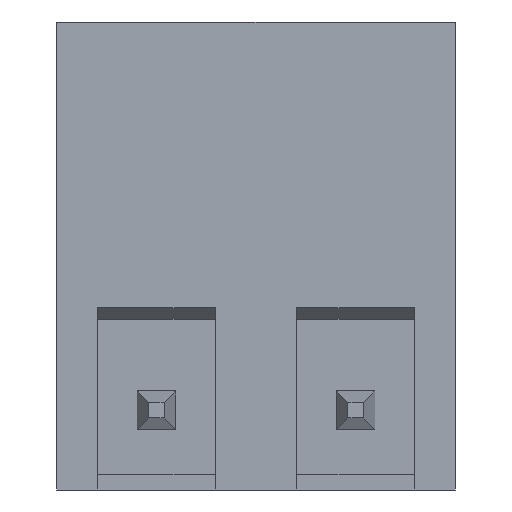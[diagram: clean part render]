
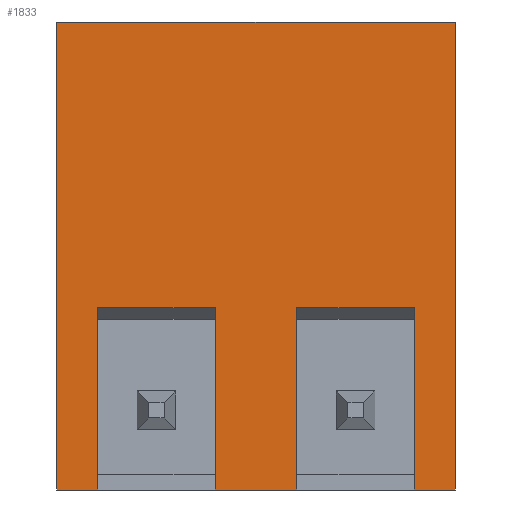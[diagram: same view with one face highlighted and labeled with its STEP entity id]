
A CAD part, front view. The second image highlights one B-rep face of the part: STEP entity #1833.
In plain terms, the highlighted planar face has unit normal (0, -1, 0).
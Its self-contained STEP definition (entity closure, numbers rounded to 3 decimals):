
#134=VERTEX_POINT('',#135);
#135=CARTESIAN_POINT('',(-5.08,0.0,0.0));
#141=EDGE_CURVE('',#134,#142,#144,.F.);
#142=VERTEX_POINT('',#143);
#143=CARTESIAN_POINT('',(-5.08,0.0,11.938));
#144=LINE('',#145,#146);
#145=CARTESIAN_POINT('',(-5.08,0.0,11.938));
#146=VECTOR('',#147,1.0);
#147=DIRECTION('',(0.0,0.0,-1.0));
#1791=VERTEX_POINT('',#1792);
#1792=CARTESIAN_POINT('',(-4.039,0.0,0.0));
#1816=VERTEX_POINT('',#1817);
#1817=CARTESIAN_POINT('',(-4.039,0.0,4.648));
#1823=EDGE_CURVE('',#1816,#1791,#1824,.F.);
#1824=LINE('',#1825,#1826);
#1825=CARTESIAN_POINT('',(-4.039,0.0,0.0));
#1826=VECTOR('',#1827,1.0);
#1827=DIRECTION('',(0.0,0.0,1.0));
#1833=ADVANCED_FACE('',(#1834),#1914,.T.);
#1834=FACE_BOUND('',#1835,.T.);
#1835=EDGE_LOOP('',(#1836,#1844,#1852,#1860,#1868,#1876,#1884,#1892,#1900,#1906,#1907,#1913));
#1836=ORIENTED_EDGE('',*,*,#1837,.T.);
#1837=EDGE_CURVE('',#1816,#1838,#1840,.T.);
#1838=VERTEX_POINT('',#1839);
#1839=CARTESIAN_POINT('',(-1.041,0.0,4.648));
#1840=LINE('',#1841,#1842);
#1841=CARTESIAN_POINT('',(-4.039,0.0,4.648));
#1842=VECTOR('',#1843,1.0);
#1843=DIRECTION('',(1.0,0.0,0.0));
#1844=ORIENTED_EDGE('',*,*,#1845,.T.);
#1845=EDGE_CURVE('',#1838,#1846,#1848,.F.);
#1846=VERTEX_POINT('',#1847);
#1847=CARTESIAN_POINT('',(-1.041,0.0,0.0));
#1848=LINE('',#1849,#1850);
#1849=CARTESIAN_POINT('',(-1.041,0.0,0.0));
#1850=VECTOR('',#1851,1.0);
#1851=DIRECTION('',(0.0,0.0,1.0));
#1852=ORIENTED_EDGE('',*,*,#1853,.T.);
#1853=EDGE_CURVE('',#1846,#1854,#1856,.T.);
#1854=VERTEX_POINT('',#1855);
#1855=CARTESIAN_POINT('',(1.041,0.0,0.0));
#1856=LINE('',#1857,#1858);
#1857=CARTESIAN_POINT('',(-1.041,0.0,0.0));
#1858=VECTOR('',#1859,1.0);
#1859=DIRECTION('',(1.0,0.0,0.0));
#1860=ORIENTED_EDGE('',*,*,#1861,.T.);
#1861=EDGE_CURVE('',#1854,#1862,#1864,.T.);
#1862=VERTEX_POINT('',#1863);
#1863=CARTESIAN_POINT('',(1.041,0.0,4.648));
#1864=LINE('',#1865,#1866);
#1865=CARTESIAN_POINT('',(1.041,0.0,0.0));
#1866=VECTOR('',#1867,1.0);
#1867=DIRECTION('',(0.0,0.0,1.0));
#1868=ORIENTED_EDGE('',*,*,#1869,.T.);
#1869=EDGE_CURVE('',#1862,#1870,#1872,.T.);
#1870=VERTEX_POINT('',#1871);
#1871=CARTESIAN_POINT('',(4.039,0.0,4.648));
#1872=LINE('',#1873,#1874);
#1873=CARTESIAN_POINT('',(1.041,0.0,4.648));
#1874=VECTOR('',#1875,1.0);
#1875=DIRECTION('',(1.0,0.0,0.0));
#1876=ORIENTED_EDGE('',*,*,#1877,.T.);
#1877=EDGE_CURVE('',#1870,#1878,#1880,.F.);
#1878=VERTEX_POINT('',#1879);
#1879=CARTESIAN_POINT('',(4.039,0.0,0.0));
#1880=LINE('',#1881,#1882);
#1881=CARTESIAN_POINT('',(4.039,0.0,0.0));
#1882=VECTOR('',#1883,1.0);
#1883=DIRECTION('',(0.0,0.0,1.0));
#1884=ORIENTED_EDGE('',*,*,#1885,.T.);
#1885=EDGE_CURVE('',#1878,#1886,#1888,.T.);
#1886=VERTEX_POINT('',#1887);
#1887=CARTESIAN_POINT('',(5.08,0.0,0.0));
#1888=LINE('',#1889,#1890);
#1889=CARTESIAN_POINT('',(4.039,0.0,0.0));
#1890=VECTOR('',#1891,1.0);
#1891=DIRECTION('',(1.0,0.0,0.0));
#1892=ORIENTED_EDGE('',*,*,#1893,.T.);
#1893=EDGE_CURVE('',#1886,#1894,#1896,.F.);
#1894=VERTEX_POINT('',#1895);
#1895=CARTESIAN_POINT('',(5.08,0.0,11.938));
#1896=LINE('',#1897,#1898);
#1897=CARTESIAN_POINT('',(5.08,0.0,11.938));
#1898=VECTOR('',#1899,1.0);
#1899=DIRECTION('',(0.0,0.0,-1.0));
#1900=ORIENTED_EDGE('',*,*,#1901,.T.);
#1901=EDGE_CURVE('',#1894,#142,#1902,.F.);
#1902=LINE('',#1903,#1904);
#1903=CARTESIAN_POINT('',(-5.08,0.0,11.938));
#1904=VECTOR('',#1905,1.0);
#1905=DIRECTION('',(1.0,0.0,0.0));
#1906=ORIENTED_EDGE('',*,*,#141,.F.);
#1907=ORIENTED_EDGE('',*,*,#1908,.T.);
#1908=EDGE_CURVE('',#134,#1791,#1909,.T.);
#1909=LINE('',#1910,#1911);
#1910=CARTESIAN_POINT('',(-5.08,0.0,0.0));
#1911=VECTOR('',#1912,1.0);
#1912=DIRECTION('',(1.0,0.0,0.0));
#1913=ORIENTED_EDGE('',*,*,#1823,.F.);
#1914=PLANE('',#1915);
#1915=AXIS2_PLACEMENT_3D('',#1916,#1917,#1918);
#1916=CARTESIAN_POINT('',(-5.08,0.0,11.938));
#1917=DIRECTION('',(0.0,-1.0,0.0));
#1918=DIRECTION('',(0.0,0.0,-1.0));
